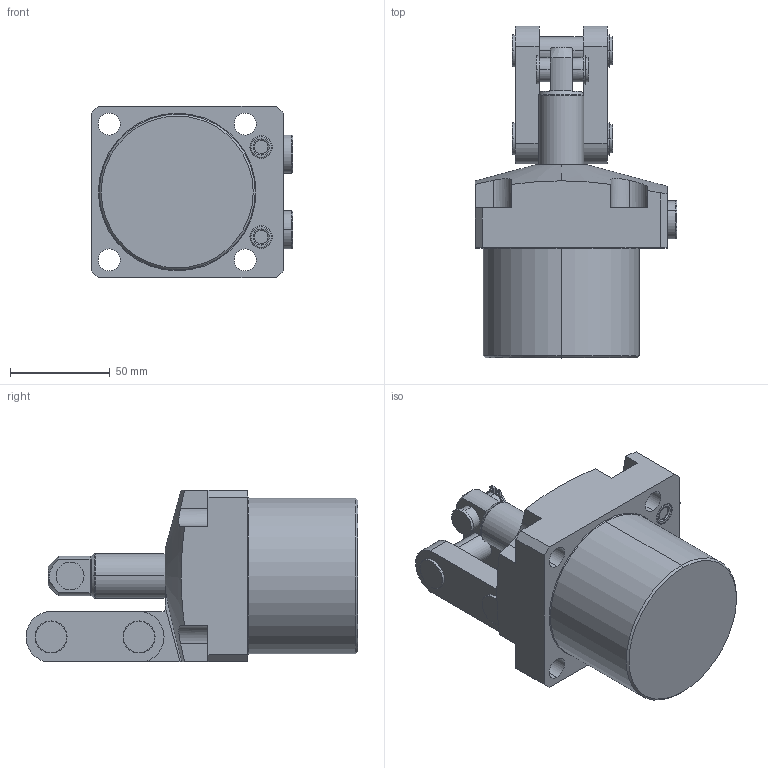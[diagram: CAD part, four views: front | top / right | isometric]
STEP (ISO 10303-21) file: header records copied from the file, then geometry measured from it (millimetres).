
FILE_DESCRIPTION (( 'STEP AP203' ), '1' );
FILE_NAME ('CLU16-R.step', '2014-10-02T02:08:40', ( 'pascal' ), ( 'Hewlett-Packard Company' ), 'SwSTEP 2.0', 'SolidWorks 2012', '' );
FILE_SCHEMA (( 'CONFIG_CONTROL_DESIGN' ));
Length unit declared in the file: millimetre
Products named in the file (5): CLU16-R_BODY; CLU16_ROD; CLU16_LINK; CLU16_PLUG; CLU16-R
Assembly tree (5 placements, depth 2):
  CLU16-R
    CLU16-R_BODY
    CLU16_ROD
    CLU16_LINK
    CLU16_PLUG  x2
Bounding box: 100.8 x 166 x 86 mm (x, y, z)
Volume: 602462 mm3; surface area: 72430.9 mm2
Topology: 5 solids, 7 shells, 283 faces, 668 edges, 426 vertices
Faces by surface type: cylinder 116, plane 113, torus 34, cone 20
Entity records: 8479 total; most frequent: CARTESIAN_POINT 1636, DIRECTION 1422, ORIENTED_EDGE 1244, EDGE_CURVE 622, AXIS2_PLACEMENT_3D 568, VERTEX_POINT 398, EDGE_LOOP 306, CIRCLE 299
